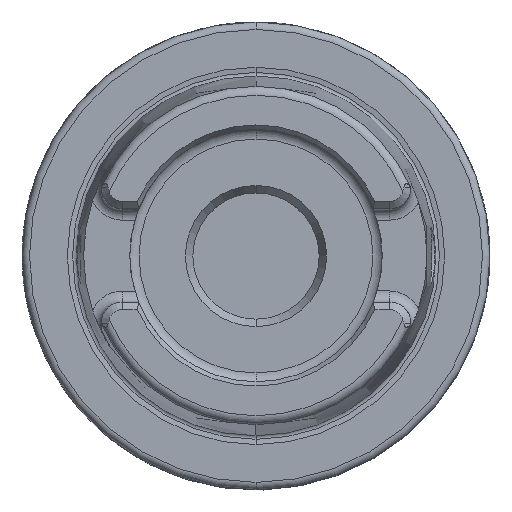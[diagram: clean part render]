
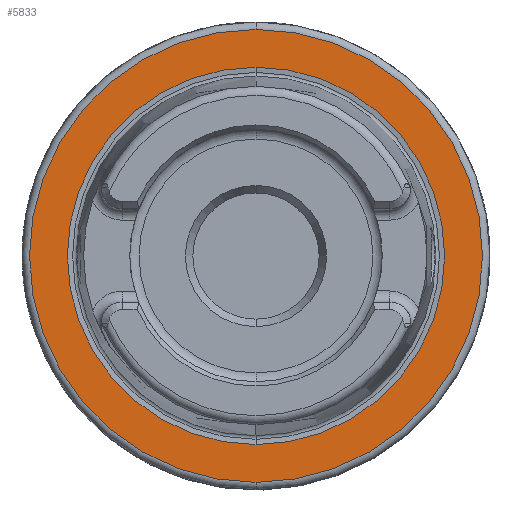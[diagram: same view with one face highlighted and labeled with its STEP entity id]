
A CAD part, top view. The second image highlights one B-rep face of the part: STEP entity #5833.
In plain terms, the highlighted planar face has unit normal (0, 0, 1).
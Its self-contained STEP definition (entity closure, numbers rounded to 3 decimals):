
#1264=CARTESIAN_POINT('',(0,0,26));
#1265=DIRECTION('',(0,0,-1));
#1266=DIRECTION('',(0,1,0));
#1267=AXIS2_PLACEMENT_3D('',#1264,#1265,#1266);
#1277=CARTESIAN_POINT('',(0,0,26));
#1278=DIRECTION('',(0,0,1));
#1279=DIRECTION('',(0,1,0));
#1280=AXIS2_PLACEMENT_3D('',#1277,#1278,#1279);
#1282=CARTESIAN_POINT('',(0,0,26));
#1283=DIRECTION('',(0,0,1));
#1284=DIRECTION('',(0,1,0));
#1285=AXIS2_PLACEMENT_3D('',#1282,#1283,#1284);
#1287=CARTESIAN_POINT('',(0,0,26));
#1288=DIRECTION('',(0,0,1));
#1289=DIRECTION('',(0,-1,0));
#1290=AXIS2_PLACEMENT_3D('',#1287,#1288,#1289);
#3832=CARTESIAN_POINT('',(0,25.409,26));
#3834=VERTEX_POINT('',#3832);
#3868=CARTESIAN_POINT('',(0,-25.409,26));
#3870=VERTEX_POINT('',#3868);
#3934=CARTESIAN_POINT('',(0,30.5,26));
#3935=CARTESIAN_POINT('',(0,-30.5,26));
#3936=VERTEX_POINT('',#3934);
#3937=VERTEX_POINT('',#3935);
#5818=CARTESIAN_POINT('',(0,0,26));
#5819=DIRECTION('',(0,0,-1));
#5820=DIRECTION('',(0,-1,0));
#5821=AXIS2_PLACEMENT_3D('',#5818,#5819,#5820);
#5822=PLANE('',#5821);
#5824=ORIENTED_EDGE('',*,*,#5823,.F.);
#5826=ORIENTED_EDGE('',*,*,#5825,.F.);
#5827=EDGE_LOOP('',(#5824,#5826));
#5828=FACE_OUTER_BOUND('',#5827,.F.);
#5829=ORIENTED_EDGE('',*,*,#5813,.T.);
#5830=ORIENTED_EDGE('',*,*,#5797,.F.);
#5831=EDGE_LOOP('',(#5829,#5830));
#5832=FACE_BOUND('',#5831,.F.);
#5833=ADVANCED_FACE('',(#5828,#5832),#5822,.F.);
#1268=CIRCLE('',#1267,25.409);
#1281=CIRCLE('',#1280,25.409);
#1286=CIRCLE('',#1285,30.5);
#1291=CIRCLE('',#1290,30.5);
#5797=EDGE_CURVE('',#3834,#3870,#1268,.T.);
#5813=EDGE_CURVE('',#3834,#3870,#1281,.T.);
#5823=EDGE_CURVE('',#3936,#3937,#1286,.T.);
#5825=EDGE_CURVE('',#3937,#3936,#1291,.T.);
